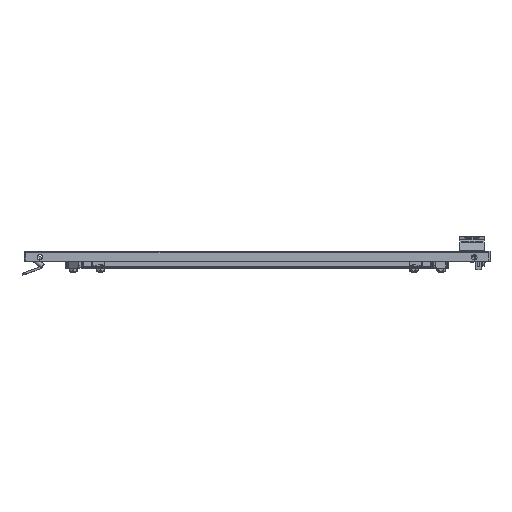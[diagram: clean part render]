
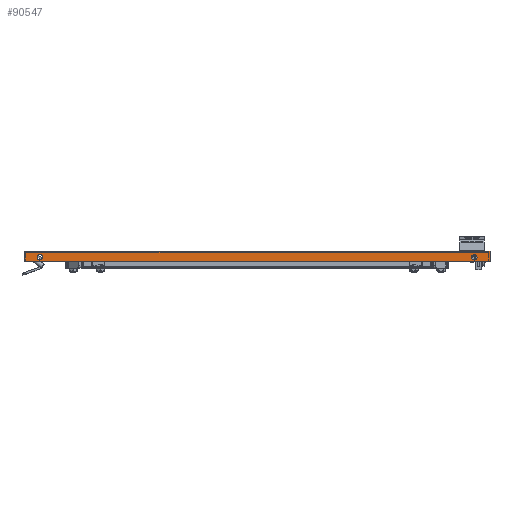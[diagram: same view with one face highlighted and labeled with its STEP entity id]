
A CAD part, front view. The second image highlights one B-rep face of the part: STEP entity #90547.
In plain terms, the highlighted planar face has unit normal (0, -1, 0).
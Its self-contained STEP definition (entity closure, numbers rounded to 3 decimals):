
#134 = VECTOR ( 'NONE', #66993, 1000. ) ;
#603 = LINE ( 'NONE', #136632, #111951 ) ;
#1627 = CIRCLE ( 'NONE', #65012, 3.5 ) ;
#3729 = ORIENTED_EDGE ( 'NONE', *, *, #57039, .F. ) ;
#4059 = AXIS2_PLACEMENT_3D ( 'NONE', #100310, #101009, #145097 ) ;
#4603 = DIRECTION ( 'NONE',  ( 0., 0., -1. ) ) ;
#9381 = DIRECTION ( 'NONE',  ( -1., 0., 0. ) ) ;
#10571 = EDGE_CURVE ( 'NONE', #28196, #139716, #603, .T. ) ;
#11443 = DIRECTION ( 'NONE',  ( 0., 0., -1. ) ) ;
#12014 = VERTEX_POINT ( 'NONE', #75159 ) ;
#15766 = VERTEX_POINT ( 'NONE', #136397 ) ;
#22241 = FACE_BOUND ( 'NONE', #119313, .T. ) ;
#24236 = EDGE_CURVE ( 'NONE', #134432, #99398, #28142, .T. ) ;
#25960 = DIRECTION ( 'NONE',  ( 0., 0., -1. ) ) ;
#28142 = CIRCLE ( 'NONE', #110424, 3.5 ) ;
#28196 = VERTEX_POINT ( 'NONE', #104339 ) ;
#38380 = CARTESIAN_POINT ( 'NONE',  ( -297.5, -895., 13. ) ) ;
#39156 = DIRECTION ( 'NONE',  ( 0., -1., 0. ) ) ;
#41601 = CARTESIAN_POINT ( 'NONE',  ( 277.5, -895., 5. ) ) ;
#45009 = FACE_OUTER_BOUND ( 'NONE', #63478, .T. ) ;
#46676 = CARTESIAN_POINT ( 'NONE',  ( 277.5, -895., 8.5 ) ) ;
#49411 = VERTEX_POINT ( 'NONE', #38380 ) ;
#54259 = CARTESIAN_POINT ( 'NONE',  ( 0., -895., 13. ) ) ;
#56483 = DIRECTION ( 'NONE',  ( 0., 0., 1. ) ) ;
#57039 = EDGE_CURVE ( 'NONE', #12014, #83617, #112449, .T. ) ;
#58593 = ORIENTED_EDGE ( 'NONE', *, *, #120549, .F. ) ;
#63478 = EDGE_LOOP ( 'NONE', ( #145425, #132585, #95145, #90325 ) ) ;
#65012 = AXIS2_PLACEMENT_3D ( 'NONE', #129578, #107541, #4603 ) ;
#65237 = ORIENTED_EDGE ( 'NONE', *, *, #24236, .F. ) ;
#66899 = CARTESIAN_POINT ( 'NONE',  ( -277.5, -895., 5. ) ) ;
#66993 = DIRECTION ( 'NONE',  ( 1., 0., 0. ) ) ;
#70070 = CARTESIAN_POINT ( 'NONE',  ( -277.5, -895., 5. ) ) ;
#73920 = AXIS2_PLACEMENT_3D ( 'NONE', #70070, #39156, #25960 ) ;
#75159 = CARTESIAN_POINT ( 'NONE',  ( -277.5, -895., 8.5 ) ) ;
#75450 = DIRECTION ( 'NONE',  ( 0., 0., -1. ) ) ;
#76060 = VECTOR ( 'NONE', #9381, 1000. ) ;
#77269 = AXIS2_PLACEMENT_3D ( 'NONE', #66899, #143459, #86878 ) ;
#79855 = EDGE_CURVE ( 'NONE', #139716, #49411, #110200, .T. ) ;
#82874 = CARTESIAN_POINT ( 'NONE',  ( -277.5, -895., 1.5 ) ) ;
#83617 = VERTEX_POINT ( 'NONE', #82874 ) ;
#84047 = LINE ( 'NONE', #100240, #134 ) ;
#86878 = DIRECTION ( 'NONE',  ( 0., 0., -1. ) ) ;
#87681 = ORIENTED_EDGE ( 'NONE', *, *, #136164, .F. ) ;
#90325 = ORIENTED_EDGE ( 'NONE', *, *, #10571, .T. ) ;
#90547 = ADVANCED_FACE ( 'NONE', ( #45009, #122983, #22241 ), #99573, .F. ) ;
#95145 = ORIENTED_EDGE ( 'NONE', *, *, #109774, .T. ) ;
#97505 = VECTOR ( 'NONE', #11443, 1000. ) ;
#99398 = VERTEX_POINT ( 'NONE', #125026 ) ;
#99573 = PLANE ( 'NONE',  #4059 ) ;
#100240 = CARTESIAN_POINT ( 'NONE',  ( 0., -895., 0. ) ) ;
#100310 = CARTESIAN_POINT ( 'NONE',  ( 0., -895., 13. ) ) ;
#101009 = DIRECTION ( 'NONE',  ( 0., 1., 0. ) ) ;
#104339 = CARTESIAN_POINT ( 'NONE',  ( 297.5, -895., 0. ) ) ;
#107541 = DIRECTION ( 'NONE',  ( 0., -1., 0. ) ) ;
#109774 = EDGE_CURVE ( 'NONE', #15766, #28196, #84047, .T. ) ;
#110200 = LINE ( 'NONE', #54259, #76060 ) ;
#110424 = AXIS2_PLACEMENT_3D ( 'NONE', #41601, #131364, #75450 ) ;
#111951 = VECTOR ( 'NONE', #56483, 1000. ) ;
#112449 = CIRCLE ( 'NONE', #77269, 3.5 ) ;
#113556 = EDGE_CURVE ( 'NONE', #49411, #15766, #140982, .T. ) ;
#119313 = EDGE_LOOP ( 'NONE', ( #58593, #3729 ) ) ;
#120549 = EDGE_CURVE ( 'NONE', #83617, #12014, #125612, .T. ) ;
#122983 = FACE_BOUND ( 'NONE', #139770, .T. ) ;
#125026 = CARTESIAN_POINT ( 'NONE',  ( 277.5, -895., 1.5 ) ) ;
#125612 = CIRCLE ( 'NONE', #73920, 3.5 ) ;
#129578 = CARTESIAN_POINT ( 'NONE',  ( 277.5, -895., 5. ) ) ;
#131364 = DIRECTION ( 'NONE',  ( 0., -1., 0. ) ) ;
#132585 = ORIENTED_EDGE ( 'NONE', *, *, #113556, .T. ) ;
#134432 = VERTEX_POINT ( 'NONE', #46676 ) ;
#136164 = EDGE_CURVE ( 'NONE', #99398, #134432, #1627, .T. ) ;
#136397 = CARTESIAN_POINT ( 'NONE',  ( -297.5, -895., 0. ) ) ;
#136632 = CARTESIAN_POINT ( 'NONE',  ( 297.5, -895., 0. ) ) ;
#139716 = VERTEX_POINT ( 'NONE', #141180 ) ;
#139770 = EDGE_LOOP ( 'NONE', ( #87681, #65237 ) ) ;
#140982 = LINE ( 'NONE', #145363, #97505 ) ;
#141180 = CARTESIAN_POINT ( 'NONE',  ( 297.5, -895., 13. ) ) ;
#143459 = DIRECTION ( 'NONE',  ( 0., -1., 0. ) ) ;
#145097 = DIRECTION ( 'NONE',  ( 1., 0., 0. ) ) ;
#145363 = CARTESIAN_POINT ( 'NONE',  ( -297.5, -895., 13. ) ) ;
#145425 = ORIENTED_EDGE ( 'NONE', *, *, #79855, .T. ) ;
